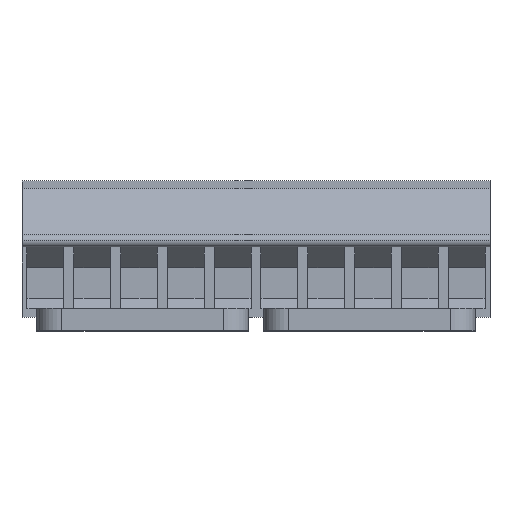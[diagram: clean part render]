
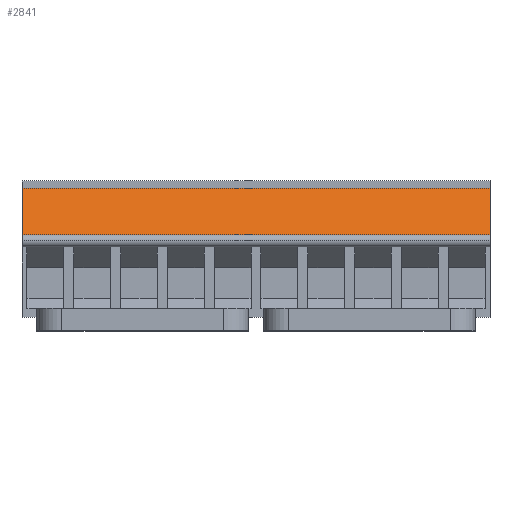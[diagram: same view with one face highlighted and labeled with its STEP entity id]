
A CAD part, top view. The second image highlights one B-rep face of the part: STEP entity #2841.
In plain terms, the highlighted planar face has unit normal (0, 0.359, 0.933).
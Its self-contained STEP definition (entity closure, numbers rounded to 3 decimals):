
#2828=AXIS2_PLACEMENT_3D('Plane Axis2P3D',#2825,#2826,#2827) ;
#2668=CARTESIAN_POINT('Vertex',(0.,7.83,14.85)) ;
#2671=CARTESIAN_POINT('Line Origine',(0.,9.715,14.125)) ;
#2675=CARTESIAN_POINT('Vertex',(0.,11.6,13.4)) ;
#2732=CARTESIAN_POINT('Vertex',(38.1,11.6,13.4)) ;
#2735=CARTESIAN_POINT('Line Origine',(38.1,9.715,14.125)) ;
#2739=CARTESIAN_POINT('Vertex',(38.1,7.83,14.85)) ;
#2813=CARTESIAN_POINT('Line Origine',(19.05,11.6,13.4)) ;
#2825=CARTESIAN_POINT('Axis2P3D Location',(0.,7.83,14.85)) ;
#2830=CARTESIAN_POINT('Line Origine',(19.05,7.83,14.85)) ;
#2672=DIRECTION('Vector Direction',(0.,0.933,-0.359)) ;
#2736=DIRECTION('Vector Direction',(0.,0.933,-0.359)) ;
#2814=DIRECTION('Vector Direction',(1.,0.,0.)) ;
#2826=DIRECTION('Axis2P3D Direction',(0.,-0.359,-0.933)) ;
#2827=DIRECTION('Axis2P3D XDirection',(0.,0.933,-0.359)) ;
#2831=DIRECTION('Vector Direction',(1.,0.,0.)) ;
#2673=VECTOR('Line Direction',#2672,1.) ;
#2737=VECTOR('Line Direction',#2736,1.) ;
#2815=VECTOR('Line Direction',#2814,1.) ;
#2832=VECTOR('Line Direction',#2831,1.) ;
#2836=ORIENTED_EDGE('',*,*,#2741,.T.) ;
#2837=ORIENTED_EDGE('',*,*,#2817,.F.) ;
#2838=ORIENTED_EDGE('',*,*,#2677,.T.) ;
#2839=ORIENTED_EDGE('',*,*,#2834,.T.) ;
#2841=ADVANCED_FACE('HOUSING',(#2840),#2829,.F.) ;
#2677=EDGE_CURVE('',#2676,#2669,#2674,.F.) ;
#2741=EDGE_CURVE('',#2740,#2733,#2738,.T.) ;
#2817=EDGE_CURVE('',#2676,#2733,#2816,.T.) ;
#2834=EDGE_CURVE('',#2669,#2740,#2833,.T.) ;
#2835=EDGE_LOOP('',(#2836,#2837,#2838,#2839)) ;
#2840=FACE_OUTER_BOUND('',#2835,.T.) ;
#2674=LINE('Line',#2671,#2673) ;
#2738=LINE('Line',#2735,#2737) ;
#2816=LINE('Line',#2813,#2815) ;
#2833=LINE('Line',#2830,#2832) ;
#2829=PLANE('',#2828) ;
#2669=VERTEX_POINT('',#2668) ;
#2676=VERTEX_POINT('',#2675) ;
#2733=VERTEX_POINT('',#2732) ;
#2740=VERTEX_POINT('',#2739) ;
